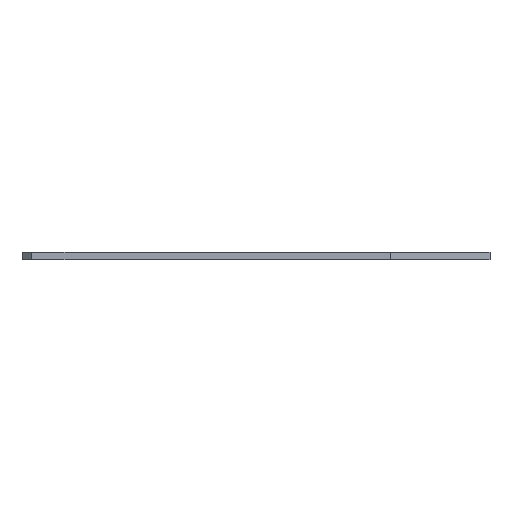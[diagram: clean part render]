
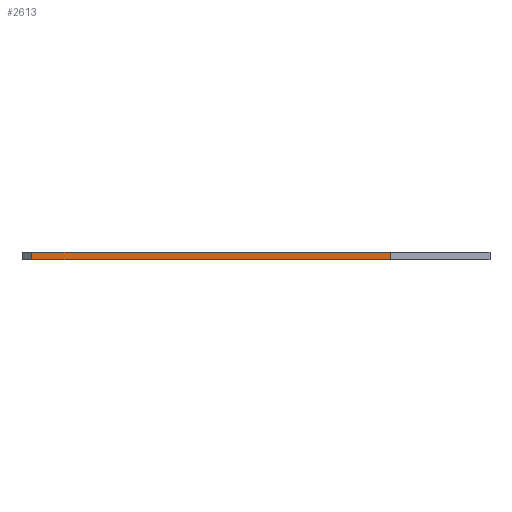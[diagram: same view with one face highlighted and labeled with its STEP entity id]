
A CAD part, left-side view. The second image highlights one B-rep face of the part: STEP entity #2613.
In plain terms, the highlighted planar face has unit normal (-1, 0, 0).
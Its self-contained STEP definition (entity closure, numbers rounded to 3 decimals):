
#152 = VERTEX_POINT('',#153);
#153 = CARTESIAN_POINT('',(101.75,-56.75,0.));
#159 = EDGE_CURVE('',#160,#152,#162,.T.);
#160 = VERTEX_POINT('',#161);
#161 = CARTESIAN_POINT('',(101.75,-128.988,0.));
#162 = LINE('',#163,#164);
#163 = CARTESIAN_POINT('',(101.75,-128.988,0.));
#164 = VECTOR('',#165,1.);
#165 = DIRECTION('',(0.,1.,0.));
#1356 = VERTEX_POINT('',#1357);
#1357 = CARTESIAN_POINT('',(101.75,-56.75,1.51));
#1363 = EDGE_CURVE('',#1364,#1356,#1366,.T.);
#1364 = VERTEX_POINT('',#1365);
#1365 = CARTESIAN_POINT('',(101.75,-128.988,1.51));
#1366 = LINE('',#1367,#1368);
#1367 = CARTESIAN_POINT('',(101.75,-128.988,1.51));
#1368 = VECTOR('',#1369,1.);
#1369 = DIRECTION('',(0.,1.,0.));
#2583 = EDGE_CURVE('',#152,#1356,#2584,.T.);
#2584 = LINE('',#2585,#2586);
#2585 = CARTESIAN_POINT('',(101.75,-56.75,0.));
#2586 = VECTOR('',#2587,1.);
#2587 = DIRECTION('',(0.,0.,1.));
#2602 = EDGE_CURVE('',#160,#1364,#2603,.T.);
#2603 = LINE('',#2604,#2605);
#2604 = CARTESIAN_POINT('',(101.75,-128.988,0.));
#2605 = VECTOR('',#2606,1.);
#2606 = DIRECTION('',(0.,0.,1.));
#2613 = ADVANCED_FACE('',(#2614),#2620,.T.);
#2614 = FACE_BOUND('',#2615,.T.);
#2615 = EDGE_LOOP('',(#2616,#2617,#2618,#2619));
#2616 = ORIENTED_EDGE('',*,*,#2602,.T.);
#2617 = ORIENTED_EDGE('',*,*,#1363,.T.);
#2618 = ORIENTED_EDGE('',*,*,#2583,.F.);
#2619 = ORIENTED_EDGE('',*,*,#159,.F.);
#2620 = PLANE('',#2621);
#2621 = AXIS2_PLACEMENT_3D('',#2622,#2623,#2624);
#2622 = CARTESIAN_POINT('',(101.75,-128.988,0.));
#2623 = DIRECTION('',(-1.,0.,0.));
#2624 = DIRECTION('',(0.,1.,0.));
